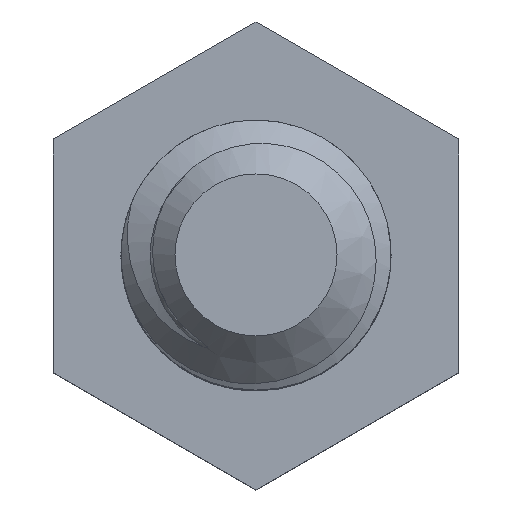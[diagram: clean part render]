
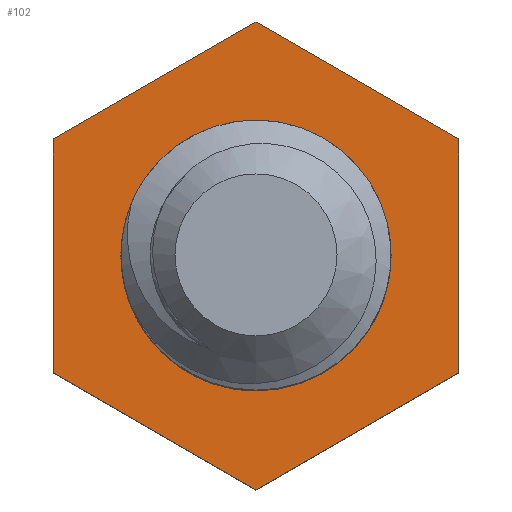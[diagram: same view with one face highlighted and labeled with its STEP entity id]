
A CAD part, top view. The second image highlights one B-rep face of the part: STEP entity #102.
In plain terms, the highlighted planar face has unit normal (0, 0, 1).
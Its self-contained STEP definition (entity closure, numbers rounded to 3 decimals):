
#102=ADVANCED_FACE('',(#361,#363),#365,.T.);
#361=FACE_BOUND('',#362,.T.);
#362=EDGE_LOOP('',(#6697,#6698,#6699,#6700,#6701,#6702));
#363=FACE_BOUND('',#364,.T.);
#364=EDGE_LOOP('',(#6703));
#365=PLANE('',#366);
#366=AXIS2_PLACEMENT_3D('',#367,#368,#369);
#367=CARTESIAN_POINT('',(0.,0.,5.));
#368=DIRECTION('',(0.,0.,1.));
#369=DIRECTION('',(-1.,0.,0.));
#6697=ORIENTED_EDGE('',*,*,#6811,.T.);
#6698=ORIENTED_EDGE('',*,*,#6812,.T.);
#6699=ORIENTED_EDGE('',*,*,#6813,.T.);
#6700=ORIENTED_EDGE('',*,*,#6814,.T.);
#6701=ORIENTED_EDGE('',*,*,#6815,.T.);
#6702=ORIENTED_EDGE('',*,*,#6816,.T.);
#6703=ORIENTED_EDGE('',*,*,#6817,.F.);
#6811=EDGE_CURVE('',#6874,#6875,#6876,.T.);
#6812=EDGE_CURVE('',#6875,#6877,#6878,.T.);
#6813=EDGE_CURVE('',#6877,#6879,#6880,.T.);
#6814=EDGE_CURVE('',#6879,#6881,#6882,.T.);
#6815=EDGE_CURVE('',#6881,#6883,#6884,.T.);
#6816=EDGE_CURVE('',#6883,#6874,#6885,.T.);
#6817=EDGE_CURVE('',#6886,#6886,#6887,.T.);
#6874=VERTEX_POINT('',#6987);
#6875=VERTEX_POINT('',#6988);
#6876=LINE('',#6989,#6990);
#6877=VERTEX_POINT('',#6992);
#6878=LINE('',#6993,#6994);
#6879=VERTEX_POINT('',#6996);
#6880=LINE('',#6997,#6998);
#6881=VERTEX_POINT('',#7000);
#6882=LINE('',#7001,#7002);
#6883=VERTEX_POINT('',#7004);
#6884=LINE('',#7005,#7006);
#6885=LINE('',#7008,#7009);
#6886=VERTEX_POINT('',#7011);
#6887=CIRCLE('',#7012,5.);
#6987=CARTESIAN_POINT('',(0.,-8.66,5.));
#6988=CARTESIAN_POINT('',(7.5,-4.33,5.));
#6989=CARTESIAN_POINT('',(0.,-8.66,5.));
#6990=VECTOR('',#6991,1.);
#6991=DIRECTION('',(0.866,0.5,0.));
#6992=CARTESIAN_POINT('',(7.5,4.33,5.));
#6993=CARTESIAN_POINT('',(7.5,-4.33,5.));
#6994=VECTOR('',#6995,1.);
#6995=DIRECTION('',(0.,1.,0.));
#6996=CARTESIAN_POINT('',(0.,8.66,5.));
#6997=CARTESIAN_POINT('',(7.5,4.33,5.));
#6998=VECTOR('',#6999,1.);
#6999=DIRECTION('',(-0.866,0.5,0.));
#7000=CARTESIAN_POINT('',(-7.5,4.33,5.));
#7001=CARTESIAN_POINT('',(0.,8.66,5.));
#7002=VECTOR('',#7003,1.);
#7003=DIRECTION('',(-0.866,-0.5,0.));
#7004=CARTESIAN_POINT('',(-7.5,-4.33,5.));
#7005=CARTESIAN_POINT('',(-7.5,4.33,5.));
#7006=VECTOR('',#7007,1.);
#7007=DIRECTION('',(0.,-1.,0.));
#7008=CARTESIAN_POINT('',(-7.5,-4.33,5.));
#7009=VECTOR('',#7010,1.);
#7010=DIRECTION('',(0.866,-0.5,0.));
#7011=CARTESIAN_POINT('',(0.,-5.,5.));
#7012=AXIS2_PLACEMENT_3D('',#7013,#7014,#7015);
#7013=CARTESIAN_POINT('',(0.,0.,5.));
#7014=DIRECTION('',(0.,0.,1.));
#7015=DIRECTION('',(0.,-1.,0.));
